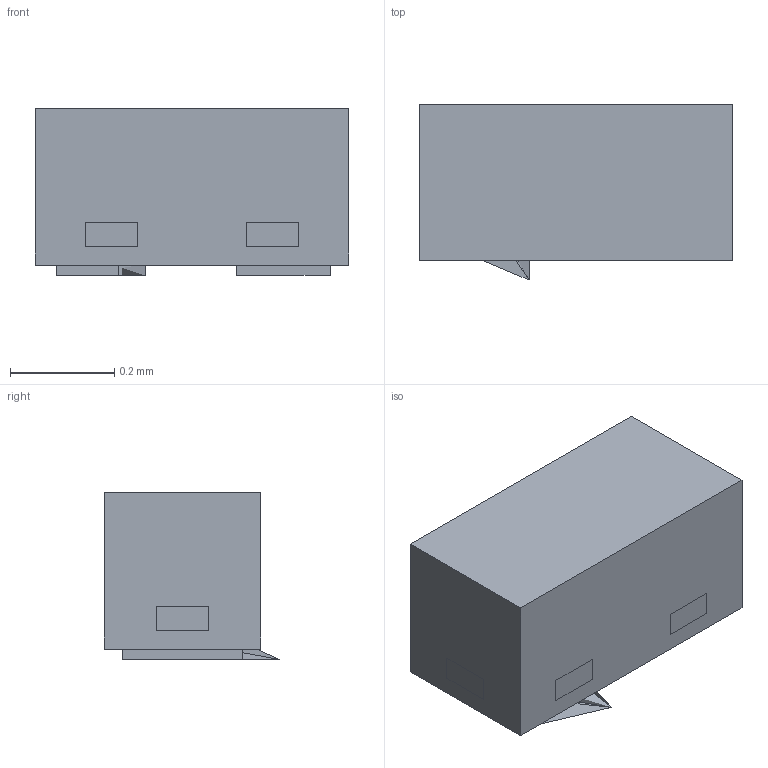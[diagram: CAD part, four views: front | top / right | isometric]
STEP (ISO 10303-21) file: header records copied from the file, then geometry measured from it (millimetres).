
FILE_DESCRIPTION( ( 'STEP Version 203' ), '1' );
FILE_NAME( 'DFN(0.60.3-0.35)002.stp', '08/08/16 14:43:48', ( 'hp' ), ( ' ' ), 'PSStep 14.0', 'DesignModeler STEP Output', ' ' );
FILE_SCHEMA( ( 'CONFIG_CONTROL_DESIGN' ) );
Length unit declared in the file: metre
Products named in the file (5): 1; 2; 3; 4; 5
Bounding box: 0.6 x 0.34 x 0.32 mm (x, y, z)
Volume: 0.1 mm3; surface area: 1.5 mm2
Topology: 5 solids, 5 shells, 55 faces, 135 edges, 90 vertices
Faces by surface type: plane 55
Entity records: 1725 total; most frequent: CARTESIAN_POINT 285, ORIENTED_EDGE 270, DIRECTION 255, EDGE_CURVE 135, LINE 135, VECTOR 135, VERTEX_POINT 90, AXIS2_PLACEMENT_3D 60
